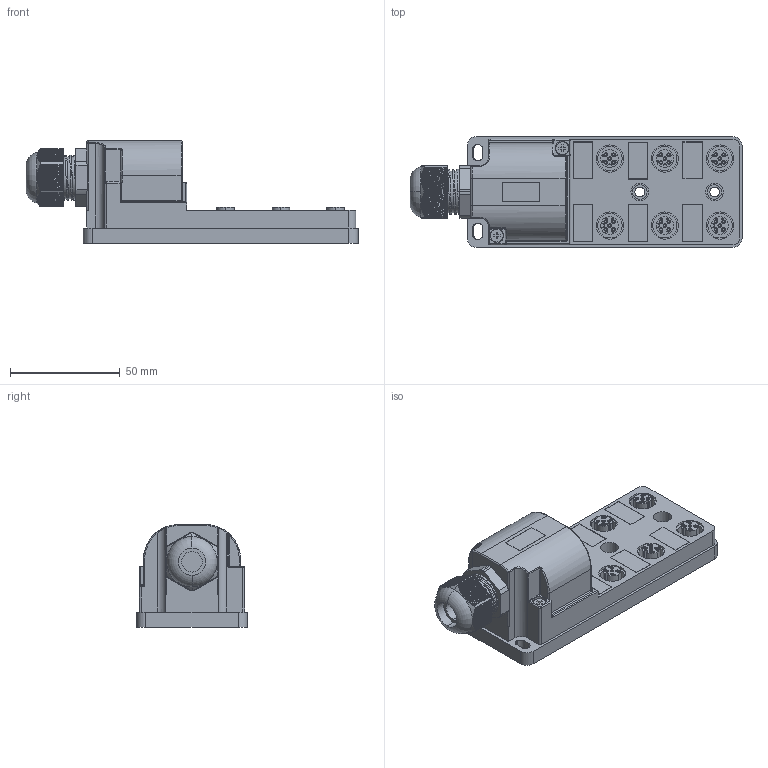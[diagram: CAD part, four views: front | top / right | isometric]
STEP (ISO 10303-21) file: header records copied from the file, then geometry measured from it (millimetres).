
FILE_DESCRIPTION (( 'STEP AP214' ), '1' );
FILE_NAME ('ZP-JBH64-00-FW.STEP', '2017-10-05T13:20:00', ( 'Mencom User' ), ( 'Hewlett-Packard Company' ), 'SwSTEP 2.0', 'SolidWorks 2016', '' );
FILE_SCHEMA (( 'AUTOMOTIVE_DESIGN' ));
Length unit declared in the file: millimetre
Products named in the file (1): ZP-JBH64-00-FW
Bounding box: 151.46 x 50.57 x 46.89 mm (x, y, z)
Volume: 145597.7 mm3; surface area: 38420.2 mm2
Topology: 8 solids, 22 shells, 1402 faces, 3518 edges, 2280 vertices
Faces by surface type: plane 799, cylinder 388, bspline 129, cone 64, torus 17, sphere 5
Entity records: 64237 total; most frequent: CARTESIAN_POINT 16065, ORIENTED_EDGE 7026, DIRECTION 6289, EDGE_CURVE 3513, VERTEX_POINT 2280, VECTOR 2143, LINE 2143, AXIS2_PLACEMENT_3D 2073
